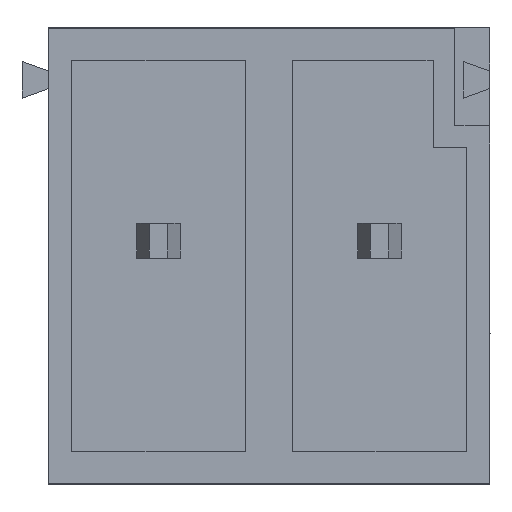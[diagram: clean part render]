
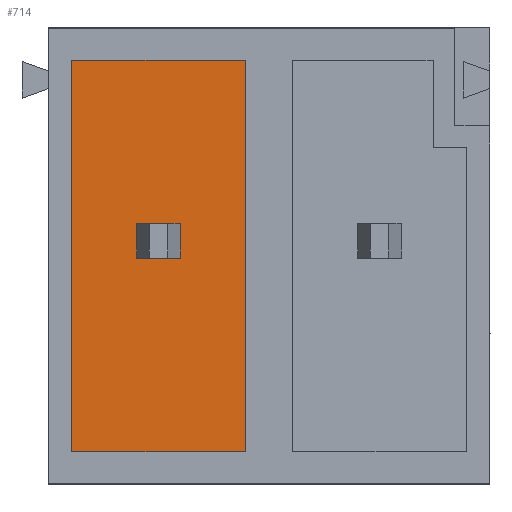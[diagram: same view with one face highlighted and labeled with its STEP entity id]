
A CAD part, front view. The second image highlights one B-rep face of the part: STEP entity #714.
In plain terms, the highlighted planar face has unit normal (0, -1, 0).
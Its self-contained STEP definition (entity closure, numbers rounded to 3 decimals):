
#681 = ORIENTED_EDGE ( 'NONE', *, *, #9506, .F. ) ;
#714 = ADVANCED_FACE ( 'NONE', ( #12455, #2629 ), #9317, .F. ) ;
#863 = DIRECTION ( 'NONE',  ( 0., 0., 1. ) ) ;
#1356 = EDGE_CURVE ( 'NONE', #24879, #24682, #23958, .T. ) ;
#2274 = VERTEX_POINT ( 'NONE', #21550 ) ;
#2477 = EDGE_CURVE ( 'NONE', #2274, #18160, #10843, .T. ) ;
#2629 = FACE_BOUND ( 'NONE', #16567, .T. ) ;
#3402 = CARTESIAN_POINT ( 'NONE',  ( 4.54, 0.2, 0.75 ) ) ;
#3860 = CARTESIAN_POINT ( 'NONE',  ( 0.54, 0.2, 9.75 ) ) ;
#4099 = ORIENTED_EDGE ( 'NONE', *, *, #5882, .F. ) ;
#4207 = VECTOR ( 'NONE', #21937, 1000. ) ;
#4607 = VECTOR ( 'NONE', #18366, 1000. ) ;
#4764 = DIRECTION ( 'NONE',  ( -1., 0., 0. ) ) ;
#5024 = VERTEX_POINT ( 'NONE', #24081 ) ;
#5882 = EDGE_CURVE ( 'NONE', #24879, #5024, #10499, .T. ) ;
#6203 = CARTESIAN_POINT ( 'NONE',  ( 0.54, 0.2, 0.75 ) ) ;
#6551 = LINE ( 'NONE', #18780, #8773 ) ;
#8773 = VECTOR ( 'NONE', #23186, 1000. ) ;
#9317 = PLANE ( 'NONE',  #26277 ) ;
#9506 = EDGE_CURVE ( 'NONE', #5024, #26857, #21462, .T. ) ;
#9716 = CARTESIAN_POINT ( 'NONE',  ( 4.54, 0.2, 9.75 ) ) ;
#9845 = LINE ( 'NONE', #9979, #11753 ) ;
#9979 = CARTESIAN_POINT ( 'NONE',  ( 3.04, 0.2, 6. ) ) ;
#10200 = EDGE_LOOP ( 'NONE', ( #25131, #20673, #26691, #18342 ) ) ;
#10499 = LINE ( 'NONE', #12123, #4607 ) ;
#10843 = LINE ( 'NONE', #15309, #18781 ) ;
#11236 = DIRECTION ( 'NONE',  ( 0., 1., 0. ) ) ;
#11753 = VECTOR ( 'NONE', #18260, 1000. ) ;
#11763 = LINE ( 'NONE', #9716, #19093 ) ;
#12123 = CARTESIAN_POINT ( 'NONE',  ( 2.04, 0.2, 6. ) ) ;
#12455 = FACE_OUTER_BOUND ( 'NONE', #10200, .T. ) ;
#12925 = LINE ( 'NONE', #18922, #19146 ) ;
#13904 = DIRECTION ( 'NONE',  ( -1., 0., 0. ) ) ;
#15309 = CARTESIAN_POINT ( 'NONE',  ( 4.54, 0.2, 9.75 ) ) ;
#15330 = CARTESIAN_POINT ( 'NONE',  ( 2.04, 0.2, 6. ) ) ;
#16567 = EDGE_LOOP ( 'NONE', ( #18267, #681, #4099, #25633 ) ) ;
#16741 = CARTESIAN_POINT ( 'NONE',  ( 2.04, 0.2, 5.2 ) ) ;
#16972 = CARTESIAN_POINT ( 'NONE',  ( 3.04, 0.2, 5.2 ) ) ;
#16980 = EDGE_CURVE ( 'NONE', #2274, #21679, #11763, .T. ) ;
#17058 = EDGE_CURVE ( 'NONE', #24682, #26857, #9845, .T. ) ;
#17961 = CARTESIAN_POINT ( 'NONE',  ( 2.04, 0.2, 6. ) ) ;
#18160 = VERTEX_POINT ( 'NONE', #3402 ) ;
#18260 = DIRECTION ( 'NONE',  ( 0., 0., -1. ) ) ;
#18267 = ORIENTED_EDGE ( 'NONE', *, *, #17058, .T. ) ;
#18342 = ORIENTED_EDGE ( 'NONE', *, *, #24750, .F. ) ;
#18366 = DIRECTION ( 'NONE',  ( 0., 0., -1. ) ) ;
#18780 = CARTESIAN_POINT ( 'NONE',  ( 0.54, 0.2, 9.75 ) ) ;
#18781 = VECTOR ( 'NONE', #26840, 1000. ) ;
#18922 = CARTESIAN_POINT ( 'NONE',  ( 4.54, 0.2, 0.75 ) ) ;
#19093 = VECTOR ( 'NONE', #13904, 1000. ) ;
#19146 = VECTOR ( 'NONE', #4764, 1000. ) ;
#20673 = ORIENTED_EDGE ( 'NONE', *, *, #16980, .T. ) ;
#21446 = VECTOR ( 'NONE', #22955, 1000. ) ;
#21462 = LINE ( 'NONE', #16741, #21446 ) ;
#21498 = CARTESIAN_POINT ( 'NONE',  ( 0., 0.2, 0. ) ) ;
#21550 = CARTESIAN_POINT ( 'NONE',  ( 4.54, 0.2, 9.75 ) ) ;
#21679 = VERTEX_POINT ( 'NONE', #3860 ) ;
#21937 = DIRECTION ( 'NONE',  ( 1., 0., 0. ) ) ;
#22955 = DIRECTION ( 'NONE',  ( 1., 0., 0. ) ) ;
#23186 = DIRECTION ( 'NONE',  ( 0., 0., -1. ) ) ;
#23457 = CARTESIAN_POINT ( 'NONE',  ( 3.04, 0.2, 6. ) ) ;
#23958 = LINE ( 'NONE', #15330, #4207 ) ;
#23986 = VERTEX_POINT ( 'NONE', #6203 ) ;
#24081 = CARTESIAN_POINT ( 'NONE',  ( 2.04, 0.2, 5.2 ) ) ;
#24682 = VERTEX_POINT ( 'NONE', #23457 ) ;
#24750 = EDGE_CURVE ( 'NONE', #18160, #23986, #12925, .T. ) ;
#24879 = VERTEX_POINT ( 'NONE', #17961 ) ;
#25131 = ORIENTED_EDGE ( 'NONE', *, *, #2477, .F. ) ;
#25633 = ORIENTED_EDGE ( 'NONE', *, *, #1356, .T. ) ;
#26051 = EDGE_CURVE ( 'NONE', #21679, #23986, #6551, .T. ) ;
#26277 = AXIS2_PLACEMENT_3D ( 'NONE', #21498, #11236, #863 ) ;
#26691 = ORIENTED_EDGE ( 'NONE', *, *, #26051, .T. ) ;
#26840 = DIRECTION ( 'NONE',  ( 0., 0., -1. ) ) ;
#26857 = VERTEX_POINT ( 'NONE', #16972 ) ;
